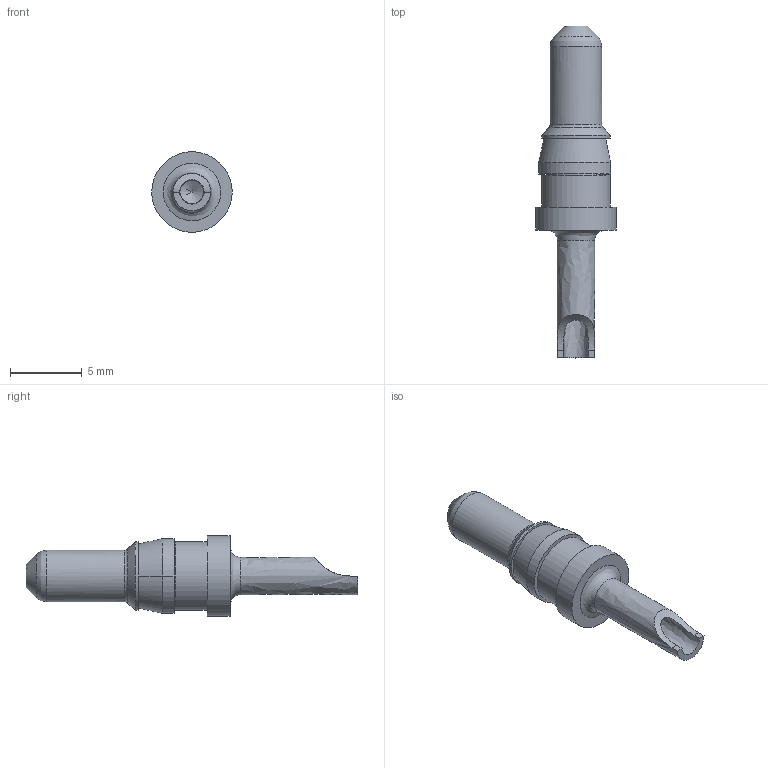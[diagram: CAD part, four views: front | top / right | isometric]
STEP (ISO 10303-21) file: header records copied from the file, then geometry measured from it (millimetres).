
FILE_DESCRIPTION((''),'2;1');
FILE_NAME( '0903_high_current_contact_male_strai_solder_prelead_10A.stp','2008-02-18T13:17:39',('User'),('SDRC'),'I-DEAS Master Series 9','UNIX','Yes');
FILE_SCHEMA(('AUTOMOTIVE_DESIGN { 1 0 10303 214 1 1 1 1 }'));
Length unit declared in the file: millimetre
Products named in the file (1): 0903_high_current_contact_male_strai_solder_prelead_10A
Bounding box: 5.6 x 23.1 x 5.59 mm (x, y, z)
Volume: 230.5 mm3; surface area: 407.3 mm2
Topology: 2 solids, 2 shells, 33 faces, 68 edges, 42 vertices
Faces by surface type: bspline 33
Entity records: 1111 total; most frequent: CARTESIAN_POINT 668, ORIENTED_EDGE 134, EDGE_CURVE 67, VERTEX_POINT 42, EDGE_LOOP 37, FACE_OUTER_BOUND 33, ADVANCED_FACE 33, B_SPLINE_CURVE_WITH_KNOTS 18
